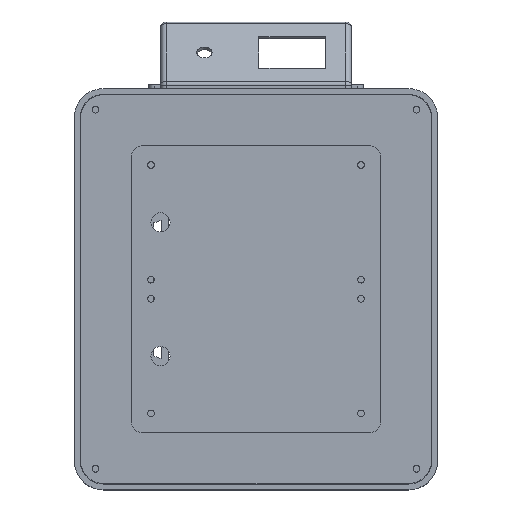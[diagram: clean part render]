
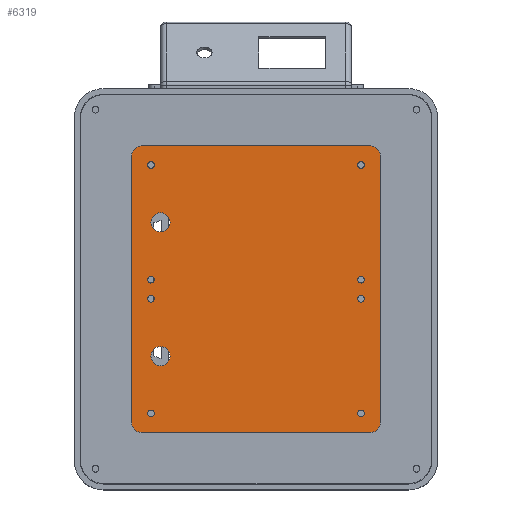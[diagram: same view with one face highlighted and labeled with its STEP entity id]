
A CAD part, top view. The second image highlights one B-rep face of the part: STEP entity #6319.
In plain terms, the highlighted planar face has unit normal (0, 0, 1).
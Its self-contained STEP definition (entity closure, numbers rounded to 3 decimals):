
#182=FACE_BOUND('',#1382,.T.);
#183=FACE_BOUND('',#1383,.T.);
#184=FACE_BOUND('',#1384,.T.);
#185=FACE_BOUND('',#1385,.T.);
#186=FACE_BOUND('',#1386,.T.);
#187=FACE_BOUND('',#1387,.T.);
#188=FACE_BOUND('',#1388,.T.);
#189=FACE_BOUND('',#1389,.T.);
#190=FACE_BOUND('',#1390,.T.);
#191=FACE_BOUND('',#1391,.T.);
#192=FACE_BOUND('',#1392,.T.);
#193=FACE_BOUND('',#1393,.T.);
#194=FACE_BOUND('',#1394,.T.);
#195=FACE_BOUND('',#1395,.T.);
#196=FACE_BOUND('',#1396,.T.);
#197=FACE_BOUND('',#1397,.T.);
#198=FACE_BOUND('',#1398,.T.);
#199=FACE_BOUND('',#1399,.T.);
#448=CIRCLE('',#6905,1.75);
#450=CIRCLE('',#6908,1.75);
#452=CIRCLE('',#6911,1.75);
#454=CIRCLE('',#6914,1.75);
#456=CIRCLE('',#6917,5.);
#458=CIRCLE('',#6920,1.75);
#460=CIRCLE('',#6923,1.75);
#462=CIRCLE('',#6926,1.75);
#464=CIRCLE('',#6929,1.75);
#466=CIRCLE('',#6932,5.);
#468=CIRCLE('',#6935,1.75);
#470=CIRCLE('',#6938,1.75);
#472=CIRCLE('',#6941,1.75);
#474=CIRCLE('',#6944,1.75);
#476=CIRCLE('',#6947,1.75);
#478=CIRCLE('',#6950,1.75);
#480=CIRCLE('',#6953,1.75);
#482=CIRCLE('',#6956,1.75);
#943=FACE_OUTER_BOUND('',#1381,.T.);
#1381=EDGE_LOOP('',(#5751,#5752,#5753,#5754,#5755,#5756,#5757,#5758,#5759,
#5760,#5761,#5762));
#1382=EDGE_LOOP('',(#5763));
#1383=EDGE_LOOP('',(#5764));
#1384=EDGE_LOOP('',(#5765));
#1385=EDGE_LOOP('',(#5766));
#1386=EDGE_LOOP('',(#5767));
#1387=EDGE_LOOP('',(#5768));
#1388=EDGE_LOOP('',(#5769));
#1389=EDGE_LOOP('',(#5770));
#1390=EDGE_LOOP('',(#5771));
#1391=EDGE_LOOP('',(#5772));
#1392=EDGE_LOOP('',(#5773));
#1393=EDGE_LOOP('',(#5774));
#1394=EDGE_LOOP('',(#5775));
#1395=EDGE_LOOP('',(#5776));
#1396=EDGE_LOOP('',(#5777));
#1397=EDGE_LOOP('',(#5778));
#1398=EDGE_LOOP('',(#5779));
#1399=EDGE_LOOP('',(#5780));
#1985=LINE('',#10517,#2585);
#1988=LINE('',#10523,#2588);
#1991=LINE('',#10529,#2591);
#1994=LINE('',#10535,#2594);
#1997=LINE('',#10541,#2597);
#2000=LINE('',#10547,#2600);
#2003=LINE('',#10553,#2603);
#2006=LINE('',#10559,#2606);
#2009=LINE('',#10565,#2609);
#2012=LINE('',#10571,#2612);
#2015=LINE('',#10577,#2615);
#2018=LINE('',#10581,#2618);
#2585=VECTOR('',#8740,10.);
#2588=VECTOR('',#8745,10.);
#2591=VECTOR('',#8750,10.);
#2594=VECTOR('',#8755,10.);
#2597=VECTOR('',#8760,10.);
#2600=VECTOR('',#8765,10.);
#2603=VECTOR('',#8770,10.);
#2606=VECTOR('',#8775,10.);
#2609=VECTOR('',#8780,10.);
#2612=VECTOR('',#8785,10.);
#2615=VECTOR('',#8790,10.);
#2618=VECTOR('',#8795,10.);
#3123=VERTEX_POINT('',#10403);
#3125=VERTEX_POINT('',#10409);
#3127=VERTEX_POINT('',#10415);
#3129=VERTEX_POINT('',#10421);
#3131=VERTEX_POINT('',#10427);
#3133=VERTEX_POINT('',#10433);
#3135=VERTEX_POINT('',#10439);
#3137=VERTEX_POINT('',#10445);
#3139=VERTEX_POINT('',#10451);
#3141=VERTEX_POINT('',#10457);
#3143=VERTEX_POINT('',#10463);
#3145=VERTEX_POINT('',#10469);
#3147=VERTEX_POINT('',#10475);
#3149=VERTEX_POINT('',#10481);
#3151=VERTEX_POINT('',#10487);
#3153=VERTEX_POINT('',#10493);
#3155=VERTEX_POINT('',#10499);
#3157=VERTEX_POINT('',#10505);
#3161=VERTEX_POINT('',#10514);
#3162=VERTEX_POINT('',#10516);
#3164=VERTEX_POINT('',#10522);
#3166=VERTEX_POINT('',#10528);
#3168=VERTEX_POINT('',#10534);
#3170=VERTEX_POINT('',#10540);
#3172=VERTEX_POINT('',#10546);
#3174=VERTEX_POINT('',#10552);
#3176=VERTEX_POINT('',#10558);
#3178=VERTEX_POINT('',#10564);
#3180=VERTEX_POINT('',#10570);
#3182=VERTEX_POINT('',#10576);
#3969=EDGE_CURVE('',#3123,#3123,#448,.T.);
#3972=EDGE_CURVE('',#3125,#3125,#450,.T.);
#3975=EDGE_CURVE('',#3127,#3127,#452,.T.);
#3978=EDGE_CURVE('',#3129,#3129,#454,.T.);
#3981=EDGE_CURVE('',#3131,#3131,#456,.T.);
#3984=EDGE_CURVE('',#3133,#3133,#458,.T.);
#3987=EDGE_CURVE('',#3135,#3135,#460,.T.);
#3990=EDGE_CURVE('',#3137,#3137,#462,.T.);
#3993=EDGE_CURVE('',#3139,#3139,#464,.T.);
#3996=EDGE_CURVE('',#3141,#3141,#466,.T.);
#3999=EDGE_CURVE('',#3143,#3143,#468,.T.);
#4002=EDGE_CURVE('',#3145,#3145,#470,.T.);
#4005=EDGE_CURVE('',#3147,#3147,#472,.T.);
#4008=EDGE_CURVE('',#3149,#3149,#474,.T.);
#4011=EDGE_CURVE('',#3151,#3151,#476,.T.);
#4014=EDGE_CURVE('',#3153,#3153,#478,.T.);
#4017=EDGE_CURVE('',#3155,#3155,#480,.T.);
#4020=EDGE_CURVE('',#3157,#3157,#482,.T.);
#4025=EDGE_CURVE('',#3162,#3161,#1985,.T.);
#4028=EDGE_CURVE('',#3164,#3162,#1988,.T.);
#4031=EDGE_CURVE('',#3166,#3164,#1991,.T.);
#4034=EDGE_CURVE('',#3168,#3166,#1994,.T.);
#4037=EDGE_CURVE('',#3170,#3168,#1997,.T.);
#4040=EDGE_CURVE('',#3172,#3170,#2000,.T.);
#4043=EDGE_CURVE('',#3174,#3172,#2003,.T.);
#4046=EDGE_CURVE('',#3176,#3174,#2006,.T.);
#4049=EDGE_CURVE('',#3178,#3176,#2009,.T.);
#4052=EDGE_CURVE('',#3180,#3178,#2012,.T.);
#4055=EDGE_CURVE('',#3182,#3180,#2015,.T.);
#4058=EDGE_CURVE('',#3161,#3182,#2018,.T.);
#5751=ORIENTED_EDGE('',*,*,#4058,.T.);
#5752=ORIENTED_EDGE('',*,*,#4055,.T.);
#5753=ORIENTED_EDGE('',*,*,#4052,.T.);
#5754=ORIENTED_EDGE('',*,*,#4049,.T.);
#5755=ORIENTED_EDGE('',*,*,#4046,.T.);
#5756=ORIENTED_EDGE('',*,*,#4043,.T.);
#5757=ORIENTED_EDGE('',*,*,#4040,.T.);
#5758=ORIENTED_EDGE('',*,*,#4037,.T.);
#5759=ORIENTED_EDGE('',*,*,#4034,.T.);
#5760=ORIENTED_EDGE('',*,*,#4031,.T.);
#5761=ORIENTED_EDGE('',*,*,#4028,.T.);
#5762=ORIENTED_EDGE('',*,*,#4025,.T.);
#5763=ORIENTED_EDGE('',*,*,#3969,.T.);
#5764=ORIENTED_EDGE('',*,*,#3972,.T.);
#5765=ORIENTED_EDGE('',*,*,#3975,.T.);
#5766=ORIENTED_EDGE('',*,*,#3978,.T.);
#5767=ORIENTED_EDGE('',*,*,#3981,.T.);
#5768=ORIENTED_EDGE('',*,*,#3984,.T.);
#5769=ORIENTED_EDGE('',*,*,#3987,.T.);
#5770=ORIENTED_EDGE('',*,*,#3990,.T.);
#5771=ORIENTED_EDGE('',*,*,#3993,.T.);
#5772=ORIENTED_EDGE('',*,*,#3996,.T.);
#5773=ORIENTED_EDGE('',*,*,#3999,.T.);
#5774=ORIENTED_EDGE('',*,*,#4002,.T.);
#5775=ORIENTED_EDGE('',*,*,#4005,.T.);
#5776=ORIENTED_EDGE('',*,*,#4008,.T.);
#5777=ORIENTED_EDGE('',*,*,#4011,.T.);
#5778=ORIENTED_EDGE('',*,*,#4014,.T.);
#5779=ORIENTED_EDGE('',*,*,#4017,.T.);
#5780=ORIENTED_EDGE('',*,*,#4020,.T.);
#5990=PLANE('',#6970);
#6319=ADVANCED_FACE('',(#943,#182,#183,#184,#185,#186,#187,#188,#189,#190,
#191,#192,#193,#194,#195,#196,#197,#198,#199),#5990,.T.);
#6905=AXIS2_PLACEMENT_3D('',#10404,#8612,#8613);
#6908=AXIS2_PLACEMENT_3D('',#10410,#8619,#8620);
#6911=AXIS2_PLACEMENT_3D('',#10416,#8626,#8627);
#6914=AXIS2_PLACEMENT_3D('',#10422,#8633,#8634);
#6917=AXIS2_PLACEMENT_3D('',#10428,#8640,#8641);
#6920=AXIS2_PLACEMENT_3D('',#10434,#8647,#8648);
#6923=AXIS2_PLACEMENT_3D('',#10440,#8654,#8655);
#6926=AXIS2_PLACEMENT_3D('',#10446,#8661,#8662);
#6929=AXIS2_PLACEMENT_3D('',#10452,#8668,#8669);
#6932=AXIS2_PLACEMENT_3D('',#10458,#8675,#8676);
#6935=AXIS2_PLACEMENT_3D('',#10464,#8682,#8683);
#6938=AXIS2_PLACEMENT_3D('',#10470,#8689,#8690);
#6941=AXIS2_PLACEMENT_3D('',#10476,#8696,#8697);
#6944=AXIS2_PLACEMENT_3D('',#10482,#8703,#8704);
#6947=AXIS2_PLACEMENT_3D('',#10488,#8710,#8711);
#6950=AXIS2_PLACEMENT_3D('',#10494,#8717,#8718);
#6953=AXIS2_PLACEMENT_3D('',#10500,#8724,#8725);
#6956=AXIS2_PLACEMENT_3D('',#10506,#8731,#8732);
#6970=AXIS2_PLACEMENT_3D('',#10582,#8796,#8797);
#8612=DIRECTION('center_axis',(0.,0.,-1.));
#8613=DIRECTION('ref_axis',(-1.,0.,0.));
#8619=DIRECTION('center_axis',(0.,0.,-1.));
#8620=DIRECTION('ref_axis',(-1.,0.,0.));
#8626=DIRECTION('center_axis',(0.,0.,-1.));
#8627=DIRECTION('ref_axis',(-1.,0.,0.));
#8633=DIRECTION('center_axis',(0.,0.,-1.));
#8634=DIRECTION('ref_axis',(-1.,0.,0.));
#8640=DIRECTION('center_axis',(0.,0.,-1.));
#8641=DIRECTION('ref_axis',(-1.,0.,0.));
#8647=DIRECTION('center_axis',(0.,0.,-1.));
#8648=DIRECTION('ref_axis',(-1.,0.,0.));
#8654=DIRECTION('center_axis',(0.,0.,-1.));
#8655=DIRECTION('ref_axis',(-1.,0.,0.));
#8661=DIRECTION('center_axis',(0.,0.,-1.));
#8662=DIRECTION('ref_axis',(-1.,0.,0.));
#8668=DIRECTION('center_axis',(0.,0.,-1.));
#8669=DIRECTION('ref_axis',(-1.,0.,0.));
#8675=DIRECTION('center_axis',(0.,0.,-1.));
#8676=DIRECTION('ref_axis',(-1.,0.,0.));
#8682=DIRECTION('center_axis',(0.,0.,-1.));
#8683=DIRECTION('ref_axis',(-1.,0.,0.));
#8689=DIRECTION('center_axis',(0.,0.,-1.));
#8690=DIRECTION('ref_axis',(-1.,0.,0.));
#8696=DIRECTION('center_axis',(0.,0.,-1.));
#8697=DIRECTION('ref_axis',(-1.,0.,0.));
#8703=DIRECTION('center_axis',(0.,0.,-1.));
#8704=DIRECTION('ref_axis',(-1.,0.,0.));
#8710=DIRECTION('center_axis',(0.,0.,-1.));
#8711=DIRECTION('ref_axis',(-1.,0.,0.));
#8717=DIRECTION('center_axis',(0.,0.,-1.));
#8718=DIRECTION('ref_axis',(-1.,0.,0.));
#8724=DIRECTION('center_axis',(0.,0.,-1.));
#8725=DIRECTION('ref_axis',(-1.,0.,0.));
#8731=DIRECTION('center_axis',(0.,0.,-1.));
#8732=DIRECTION('ref_axis',(-1.,0.,0.));
#8740=DIRECTION('',(-1.,0.,0.));
#8745=DIRECTION('',(0.,-1.,0.));
#8750=DIRECTION('',(-1.,0.,0.));
#8755=DIRECTION('',(0.,1.,0.));
#8760=DIRECTION('',(-1.,0.,0.));
#8765=DIRECTION('',(0.,1.,0.));
#8770=DIRECTION('',(1.,0.,0.));
#8775=DIRECTION('',(0.,1.,0.));
#8780=DIRECTION('',(1.,0.,0.));
#8785=DIRECTION('',(0.,-1.,0.));
#8790=DIRECTION('',(1.,0.,0.));
#8795=DIRECTION('',(0.,-1.,0.));
#8796=DIRECTION('center_axis',(0.,0.,1.));
#8797=DIRECTION('ref_axis',(1.,0.,0.));
#10403=CARTESIAN_POINT('',(-144.25,-166.,1.));
#10404=CARTESIAN_POINT('Origin',(-146.,-166.,1.));
#10409=CARTESIAN_POINT('',(-144.25,-96.,1.));
#10410=CARTESIAN_POINT('Origin',(-146.,-96.,1.));
#10415=CARTESIAN_POINT('',(-144.25,-36.,1.));
#10416=CARTESIAN_POINT('Origin',(-146.,-36.,1.));
#10421=CARTESIAN_POINT('',(-144.25,-106.,1.));
#10422=CARTESIAN_POINT('Origin',(-146.,-106.,1.));
#10427=CARTESIAN_POINT('',(-136.,-136.,1.));
#10428=CARTESIAN_POINT('Origin',(-141.,-136.,1.));
#10433=CARTESIAN_POINT('',(-34.25,-166.,1.));
#10434=CARTESIAN_POINT('Origin',(-36.,-166.,1.));
#10439=CARTESIAN_POINT('',(-34.25,-96.,1.));
#10440=CARTESIAN_POINT('Origin',(-36.,-96.,1.));
#10445=CARTESIAN_POINT('',(-34.25,-36.,1.));
#10446=CARTESIAN_POINT('Origin',(-36.,-36.,1.));
#10451=CARTESIAN_POINT('',(-34.25,-106.,1.));
#10452=CARTESIAN_POINT('Origin',(-36.,-106.,1.));
#10457=CARTESIAN_POINT('',(-136.,-66.,1.));
#10458=CARTESIAN_POINT('Origin',(-141.,-66.,1.));
#10463=CARTESIAN_POINT('',(-3.25,-36.,1.));
#10464=CARTESIAN_POINT('Origin',(-5.,-36.,1.));
#10469=CARTESIAN_POINT('',(-3.25,-166.,1.));
#10470=CARTESIAN_POINT('Origin',(-5.,-166.,1.));
#10475=CARTESIAN_POINT('',(-175.25,-166.,1.));
#10476=CARTESIAN_POINT('Origin',(-177.,-166.,1.));
#10481=CARTESIAN_POINT('',(-34.25,-5.,1.));
#10482=CARTESIAN_POINT('Origin',(-36.,-5.,1.));
#10487=CARTESIAN_POINT('',(-144.25,-5.,1.));
#10488=CARTESIAN_POINT('Origin',(-146.,-5.,1.));
#10493=CARTESIAN_POINT('',(-34.25,-197.,1.));
#10494=CARTESIAN_POINT('Origin',(-36.,-197.,1.));
#10499=CARTESIAN_POINT('',(-175.25,-36.,1.));
#10500=CARTESIAN_POINT('Origin',(-177.,-36.,1.));
#10505=CARTESIAN_POINT('',(-159.25,-197.,1.));
#10506=CARTESIAN_POINT('Origin',(-161.,-197.,1.));
#10514=CARTESIAN_POINT('',(-182.,-13.,1.));
#10516=CARTESIAN_POINT('',(-169.,-13.,1.));
#10517=CARTESIAN_POINT('',(-182.,-13.,1.));
#10522=CARTESIAN_POINT('',(-169.,0.,1.));
#10523=CARTESIAN_POINT('',(-169.,0.,1.));
#10528=CARTESIAN_POINT('',(-13.,0.,1.));
#10529=CARTESIAN_POINT('',(-91.,0.,1.));
#10534=CARTESIAN_POINT('',(-13.,-13.,1.));
#10535=CARTESIAN_POINT('',(-13.,0.,1.));
#10540=CARTESIAN_POINT('',(0.,-13.,1.));
#10541=CARTESIAN_POINT('',(0.,-13.,1.));
#10546=CARTESIAN_POINT('',(0.,-189.,1.));
#10547=CARTESIAN_POINT('',(0.,-101.,1.));
#10552=CARTESIAN_POINT('',(-13.,-189.,1.));
#10553=CARTESIAN_POINT('',(0.,-189.,1.));
#10558=CARTESIAN_POINT('',(-13.,-202.,1.));
#10559=CARTESIAN_POINT('',(-13.,-202.,1.));
#10564=CARTESIAN_POINT('',(-169.,-202.,1.));
#10565=CARTESIAN_POINT('',(-91.,-202.,1.));
#10570=CARTESIAN_POINT('',(-169.,-189.,1.));
#10571=CARTESIAN_POINT('',(-169.,-202.,1.));
#10576=CARTESIAN_POINT('',(-182.,-189.,1.));
#10577=CARTESIAN_POINT('',(-182.,-189.,1.));
#10581=CARTESIAN_POINT('',(-182.,-101.,1.));
#10582=CARTESIAN_POINT('Origin',(-91.,-101.,1.));
